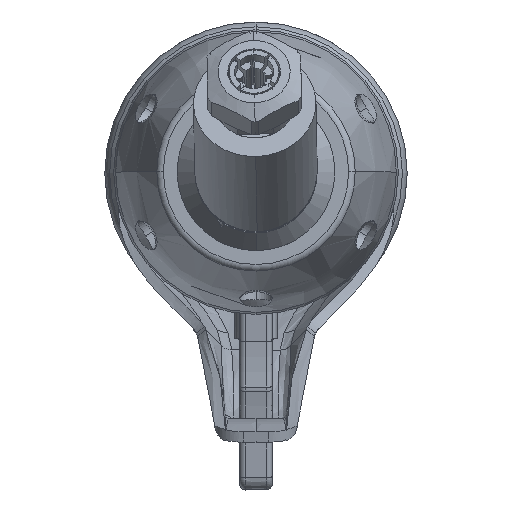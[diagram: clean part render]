
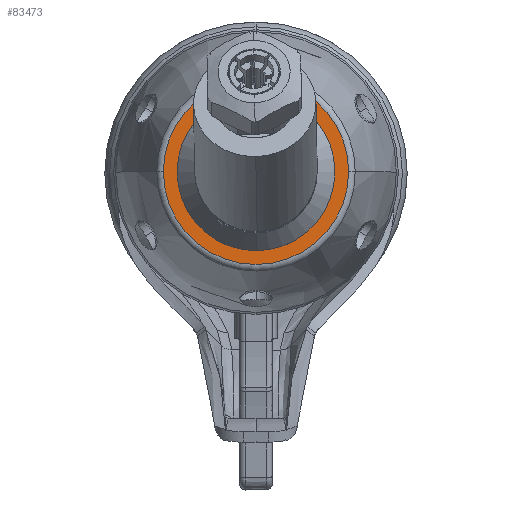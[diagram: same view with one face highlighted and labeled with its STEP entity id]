
A CAD part, top view. The second image highlights one B-rep face of the part: STEP entity #83473.
In plain terms, the highlighted planar face has unit normal (0, 0, 1).
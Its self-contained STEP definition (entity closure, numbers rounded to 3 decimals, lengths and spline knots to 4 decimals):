
#40213=CARTESIAN_POINT('',(0.,0.,3.5709));
#40214=DIRECTION('',(0.,0.,1.));
#40215=DIRECTION('',(-1.,0.,0.));
#40216=AXIS2_PLACEMENT_3D('',#40213,#40214,#40215);
#40218=CARTESIAN_POINT('',(0.,0.,3.5709));
#40219=DIRECTION('',(0.,0.,1.));
#40220=DIRECTION('',(1.,0.,0.));
#40221=AXIS2_PLACEMENT_3D('',#40218,#40219,#40220);
#40228=CARTESIAN_POINT('',(0.,0.,3.5709));
#40229=DIRECTION('',(0.,0.,1.));
#40230=DIRECTION('',(0.,1.,0.));
#40231=AXIS2_PLACEMENT_3D('',#40228,#40229,#40230);
#40233=CARTESIAN_POINT('',(0.,0.,3.5709));
#40234=DIRECTION('',(0.,0.,1.));
#40235=DIRECTION('',(0.,-1.,0.));
#40236=AXIS2_PLACEMENT_3D('',#40233,#40234,#40235);
#68399=CARTESIAN_POINT('',(-0.5063,0.,3.5709));
#68400=CARTESIAN_POINT('',(0.5063,0.,3.5709));
#68401=VERTEX_POINT('',#68399);
#68402=VERTEX_POINT('',#68400);
#68475=CARTESIAN_POINT('',(0.,0.4311,3.5709));
#68476=CARTESIAN_POINT('',(0.,-0.4311,3.5709));
#68477=VERTEX_POINT('',#68475);
#68478=VERTEX_POINT('',#68476);
#83457=CARTESIAN_POINT('',(0.,0.,3.5709));
#83458=DIRECTION('',(0.,0.,-1.));
#83459=DIRECTION('',(1.,0.,0.));
#83460=AXIS2_PLACEMENT_3D('',#83457,#83458,#83459);
#83461=PLANE('',#83460);
#83462=ORIENTED_EDGE('',*,*,#83447,.F.);
#83464=ORIENTED_EDGE('',*,*,#83463,.F.);
#83465=EDGE_LOOP('',(#83462,#83464));
#83466=FACE_OUTER_BOUND('',#83465,.F.);
#83468=ORIENTED_EDGE('',*,*,#83467,.T.);
#83470=ORIENTED_EDGE('',*,*,#83469,.T.);
#83471=EDGE_LOOP('',(#83468,#83470));
#83472=FACE_BOUND('',#83471,.F.);
#83473=ADVANCED_FACE('',(#83466,#83472),#83461,.F.);
#40217=CIRCLE('',#40216,0.5063);
#40222=CIRCLE('',#40221,0.5063);
#40232=CIRCLE('',#40231,0.4311);
#40237=CIRCLE('',#40236,0.4311);
#83447=EDGE_CURVE('',#68401,#68402,#40217,.T.);
#83463=EDGE_CURVE('',#68402,#68401,#40222,.T.);
#83467=EDGE_CURVE('',#68477,#68478,#40232,.T.);
#83469=EDGE_CURVE('',#68478,#68477,#40237,.T.);
